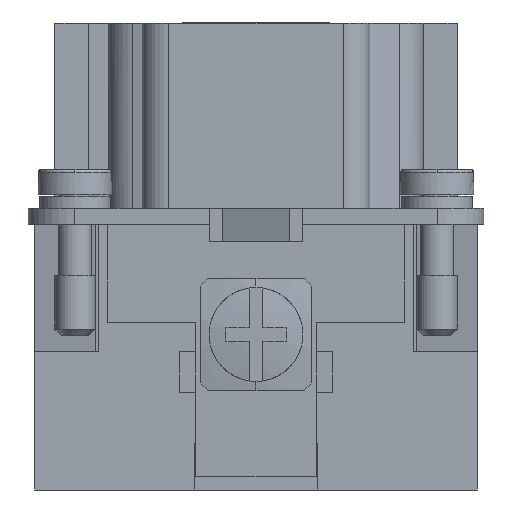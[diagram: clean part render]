
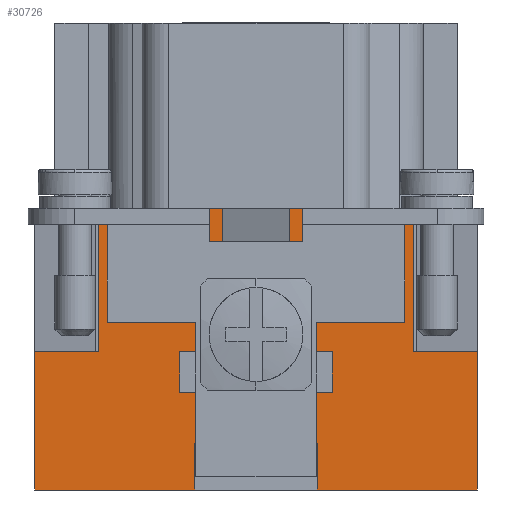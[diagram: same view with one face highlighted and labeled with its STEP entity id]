
A CAD part, left-side view. The second image highlights one B-rep face of the part: STEP entity #30726.
In plain terms, the highlighted planar face has unit normal (-1, 0, 0).
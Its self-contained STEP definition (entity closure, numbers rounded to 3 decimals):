
#17010=CARTESIAN_POINT('',(-21.55,-16.5,10.3));
#17011=VERTEX_POINT('',#17010);
#17018=CARTESIAN_POINT('',(-21.55,-16.5,0.0));
#17019=VERTEX_POINT('',#17018);
#17020=CARTESIAN_POINT('',(-21.55,-16.5,0.0));
#17021=DIRECTION('',(0.0,0.0,1.0));
#17022=VECTOR('',#17021,10.3);
#17023=LINE('',#17020,#17022);
#17024=EDGE_CURVE('',#17019,#17011,#17023,.T.);
#19752=CARTESIAN_POINT('',(-21.55,11.75,21.0));
#19753=VERTEX_POINT('',#19752);
#19760=CARTESIAN_POINT('',(-21.55,10.836,21.0));
#19761=VERTEX_POINT('',#19760);
#19762=CARTESIAN_POINT('',(-21.55,10.836,21.0));
#19763=DIRECTION('',(0.0,1.0,0.0));
#19764=VECTOR('',#19763,0.914);
#19765=LINE('',#19762,#19764);
#19766=EDGE_CURVE('',#19761,#19753,#19765,.T.);
#20728=CARTESIAN_POINT('',(-21.55,-11.75,21.0));
#20729=VERTEX_POINT('',#20728);
#20730=CARTESIAN_POINT('',(-21.55,-11.75,21.0));
#20731=DIRECTION('',(0.0,1.0,0.0));
#20732=VECTOR('',#20731,22.586);
#20733=LINE('',#20730,#20732);
#20734=EDGE_CURVE('',#20729,#19761,#20733,.T.);
#30118=CARTESIAN_POINT('',(-21.55,-11.75,10.3));
#30119=VERTEX_POINT('',#30118);
#30128=CARTESIAN_POINT('',(-21.55,-11.75,10.3));
#30129=DIRECTION('',(0.0,0.0,1.0));
#30130=VECTOR('',#30129,10.7);
#30131=LINE('',#30128,#30130);
#30132=EDGE_CURVE('',#30119,#20729,#30131,.T.);
#30142=CARTESIAN_POINT('',(-21.55,-16.5,10.3));
#30143=DIRECTION('',(0.0,1.0,0.0));
#30144=VECTOR('',#30143,4.75);
#30145=LINE('',#30142,#30144);
#30146=EDGE_CURVE('',#17011,#30119,#30145,.T.);
#30165=CARTESIAN_POINT('',(-21.55,11.75,10.3));
#30166=VERTEX_POINT('',#30165);
#30175=CARTESIAN_POINT('',(-21.55,11.75,21.0));
#30176=DIRECTION('',(0.0,0.0,-1.0));
#30177=VECTOR('',#30176,10.7);
#30178=LINE('',#30175,#30177);
#30179=EDGE_CURVE('',#19753,#30166,#30178,.T.);
#30220=CARTESIAN_POINT('',(-21.55,16.5,10.3));
#30221=VERTEX_POINT('',#30220);
#30222=CARTESIAN_POINT('',(-21.55,11.75,10.3));
#30223=DIRECTION('',(0.0,1.0,0.0));
#30224=VECTOR('',#30223,4.75);
#30225=LINE('',#30222,#30224);
#30226=EDGE_CURVE('',#30166,#30221,#30225,.T.);
#30332=CARTESIAN_POINT('',(-21.55,16.5,0.0));
#30333=VERTEX_POINT('',#30332);
#30340=CARTESIAN_POINT('',(-21.55,16.5,0.0));
#30341=DIRECTION('',(0.0,0.0,1.0));
#30342=VECTOR('',#30341,10.3);
#30343=LINE('',#30340,#30342);
#30344=EDGE_CURVE('',#30333,#30221,#30343,.T.);
#30454=CARTESIAN_POINT('',(-21.55,-4.55,3.5));
#30455=VERTEX_POINT('',#30454);
#30472=CARTESIAN_POINT('',(-21.55,-4.55,0.0));
#30473=VERTEX_POINT('',#30472);
#30480=CARTESIAN_POINT('',(-21.55,-4.55,3.5));
#30481=DIRECTION('',(0.0,0.0,-1.0));
#30482=VECTOR('',#30481,3.5);
#30483=LINE('',#30480,#30482);
#30484=EDGE_CURVE('',#30455,#30473,#30483,.T.);
#30649=CARTESIAN_POINT('',(-21.55,4.55,3.5));
#30650=VERTEX_POINT('',#30649);
#30657=CARTESIAN_POINT('',(-21.55,4.55,0.0));
#30658=VERTEX_POINT('',#30657);
#30659=CARTESIAN_POINT('',(-21.55,4.55,0.0));
#30660=DIRECTION('',(0.0,0.0,1.0));
#30661=VECTOR('',#30660,3.5);
#30662=LINE('',#30659,#30661);
#30663=EDGE_CURVE('',#30658,#30650,#30662,.T.);
#30681=CARTESIAN_POINT('',(-21.55,4.55,3.5));
#30682=DIRECTION('',(0.0,-1.0,0.0));
#30683=VECTOR('',#30682,9.1);
#30684=LINE('',#30681,#30683);
#30685=EDGE_CURVE('',#30650,#30455,#30684,.T.);
#30696=CARTESIAN_POINT('',(-21.55,-16.5,0.0));
#30697=DIRECTION('',(-1.0,0.0,0.0));
#30698=DIRECTION('',(0.0,0.0,1.0));
#30699=AXIS2_PLACEMENT_3D('',#30696,#30697,#30698);
#30700=PLANE('',#30699);
#30701=ORIENTED_EDGE('',*,*,#30132,.T.);
#30702=ORIENTED_EDGE('',*,*,#20734,.T.);
#30703=ORIENTED_EDGE('',*,*,#19766,.T.);
#30704=ORIENTED_EDGE('',*,*,#30179,.T.);
#30705=ORIENTED_EDGE('',*,*,#30226,.T.);
#30706=ORIENTED_EDGE('',*,*,#30344,.F.);
#30707=CARTESIAN_POINT('',(-21.55,16.5,0.0));
#30708=DIRECTION('',(0.0,-1.0,0.0));
#30709=VECTOR('',#30708,11.95);
#30710=LINE('',#30707,#30709);
#30711=EDGE_CURVE('',#30333,#30658,#30710,.T.);
#30712=ORIENTED_EDGE('',*,*,#30711,.T.);
#30713=ORIENTED_EDGE('',*,*,#30663,.T.);
#30714=ORIENTED_EDGE('',*,*,#30685,.T.);
#30715=ORIENTED_EDGE('',*,*,#30484,.T.);
#30716=CARTESIAN_POINT('',(-21.55,-4.55,0.0));
#30717=DIRECTION('',(0.0,-1.0,0.0));
#30718=VECTOR('',#30717,11.95);
#30719=LINE('',#30716,#30718);
#30720=EDGE_CURVE('',#30473,#17019,#30719,.T.);
#30721=ORIENTED_EDGE('',*,*,#30720,.T.);
#30722=ORIENTED_EDGE('',*,*,#17024,.T.);
#30723=ORIENTED_EDGE('',*,*,#30146,.T.);
#30724=EDGE_LOOP('',(#30701,#30702,#30703,#30704,#30705,#30706,#30712,#30713,#30714,#30715,#30721,#30722,#30723));
#30725=FACE_OUTER_BOUND('',#30724,.T.);
#30726=ADVANCED_FACE('',(#30725),#30700,.T.);
